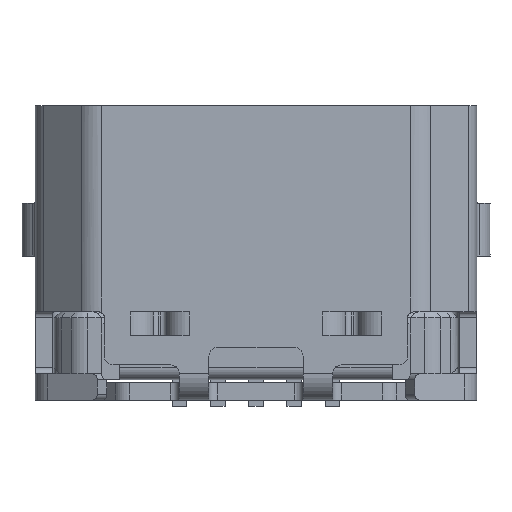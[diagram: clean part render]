
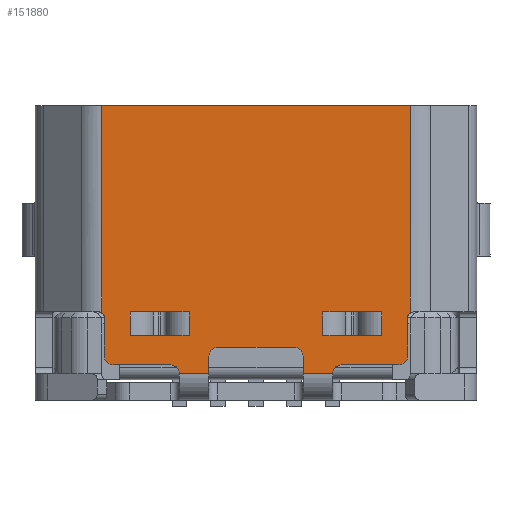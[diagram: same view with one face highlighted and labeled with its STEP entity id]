
A CAD part, front view. The second image highlights one B-rep face of the part: STEP entity #151880.
In plain terms, the highlighted face is planar.
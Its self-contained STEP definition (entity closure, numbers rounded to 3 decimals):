
#149450=CARTESIAN_POINT('',(-2.617,5.,1.235));
#149460=DIRECTION('',(0.,0.,-1.));
#149470=DIRECTION('',(1.,0.,0.));
#149480=AXIS2_PLACEMENT_3D('',#149450,#149460,#149470);
#149490=PLANE('',#149480);
#149500=CARTESIAN_POINT('',(-2.617,5.,1.235));
#149510=DIRECTION('',(1.,0.,0.));
#149520=VECTOR('',#149510,5.234);
#149530=LINE('',#149500,#149520);
#149540=CARTESIAN_POINT('',(-2.617,5.,1.235));
#149550=VERTEX_POINT('',#149540);
#149560=CARTESIAN_POINT('',(2.617,5.,1.235));
#149570=VERTEX_POINT('',#149560);
#149580=EDGE_CURVE('',#149550,#149570,#149530,.T.);
#149590=ORIENTED_EDGE('',*,*,#149580,.F.);
#149600=CARTESIAN_POINT('',(2.617,5.,1.235));
#149610=DIRECTION('',(0.,-1.,0.));
#149620=VECTOR('',#149610,3.518);
#149630=LINE('',#149600,#149620);
#149640=CARTESIAN_POINT('',(2.617,1.482,
1.235));
#149650=VERTEX_POINT('',#149640);
#149660=EDGE_CURVE('',#149570,#149650,#149630,.T.);
#149670=ORIENTED_EDGE('',*,*,#149660,.F.);
#149680=CARTESIAN_POINT('',(2.675,1.4,1.235));
#149690=DIRECTION('',(0.,0.,-1.));
#149700=DIRECTION('',(-1.,0.,0.));
#149710=AXIS2_PLACEMENT_3D('',#149680,#149690,#149700);
#149720=CIRCLE('',#149710,0.1);
#149730=CARTESIAN_POINT('',(2.575,1.4,1.235));
#149740=VERTEX_POINT('',#149730);
#149750=EDGE_CURVE('',#149740,#149650,#149720,.T.);
#149760=ORIENTED_EDGE('',*,*,#149750,.T.);
#149770=CARTESIAN_POINT('',(2.575,1.4,1.235));
#149780=DIRECTION('',(0.,-1.,0.));
#149790=VECTOR('',#149780,0.65);
#149800=LINE('',#149770,#149790);
#149810=CARTESIAN_POINT('',(2.575,0.75,1.235));
#149820=VERTEX_POINT('',#149810);
#149830=EDGE_CURVE('',#149740,#149820,#149800,.T.);
#149840=ORIENTED_EDGE('',*,*,#149830,.F.);
#149850=CARTESIAN_POINT('',(2.425,0.75,1.235));
#149860=DIRECTION('',(0.,0.,1.));
#149870=DIRECTION('',(0.,-1.,0.));
#149880=AXIS2_PLACEMENT_3D('',#149850,#149860,#149870);
#149890=CIRCLE('',#149880,0.15);
#149900=CARTESIAN_POINT('',(2.425,0.6,
1.235));
#149910=VERTEX_POINT('',#149900);
#149920=EDGE_CURVE('',#149910,#149820,#149890,.T.);
#149930=ORIENTED_EDGE('',*,*,#149920,.T.);
#149940=CARTESIAN_POINT('',(2.425,0.6,
1.235));
#149950=DIRECTION('',(-1.,0.,0.));
#149960=VECTOR('',#149950,0.975);
#149970=LINE('',#149940,#149960);
#149980=CARTESIAN_POINT('',(1.45,0.6,
1.235));
#149990=VERTEX_POINT('',#149980);
#150000=EDGE_CURVE('',#149910,#149990,#149970,.T.);
#150010=ORIENTED_EDGE('',*,*,#150000,.F.);
#150020=CARTESIAN_POINT('',(1.45,0.45,1.235));
#150030=DIRECTION('',(0.,0.,-1.));
#150040=DIRECTION('',(-1.,0.,0.));
#150050=AXIS2_PLACEMENT_3D('',#150020,#150030,#150040);
#150060=CIRCLE('',#150050,0.15);
#150070=CARTESIAN_POINT('',(1.3,0.45,1.235));
#150080=VERTEX_POINT('',#150070);
#150090=EDGE_CURVE('',#150080,#149990,#150060,.T.);
#150100=ORIENTED_EDGE('',*,*,#150090,.T.);
#150110=CARTESIAN_POINT('',(1.3,0.45,1.235));
#150120=DIRECTION('',(-1.,0.,0.));
#150130=VECTOR('',#150120,0.5);
#150140=LINE('',#150110,#150130);
#150150=CARTESIAN_POINT('',(0.8,0.45,1.235));
#150160=VERTEX_POINT('',#150150);
#150170=EDGE_CURVE('',#150080,#150160,#150140,.T.);
#150180=ORIENTED_EDGE('',*,*,#150170,.F.);
#150190=CARTESIAN_POINT('',(0.8,0.75,1.235));
#150200=DIRECTION('',(0.,-1.,0.));
#150210=VECTOR('',#150200,0.3);
#150220=LINE('',#150190,#150210);
#150230=CARTESIAN_POINT('',(0.8,0.75,1.235));
#150240=VERTEX_POINT('',#150230);
#150250=EDGE_CURVE('',#150240,#150160,#150220,.T.);
#150260=ORIENTED_EDGE('',*,*,#150250,.T.);
#150270=CARTESIAN_POINT('',(0.65,0.75,1.235));
#150280=DIRECTION('',(0.,0.,-1.));
#150290=DIRECTION('',(0.,1.,0.));
#150300=AXIS2_PLACEMENT_3D('',#150270,#150280,#150290);
#150310=CIRCLE('',#150300,0.15);
#150320=CARTESIAN_POINT('',(0.65,0.9,1.235));
#150330=VERTEX_POINT('',#150320);
#150340=EDGE_CURVE('',#150330,#150240,#150310,.T.);
#150350=ORIENTED_EDGE('',*,*,#150340,.T.);
#150360=CARTESIAN_POINT('',(0.65,0.9,1.235));
#150370=DIRECTION('',(-1.,0.,0.));
#150380=VECTOR('',#150370,1.3);
#150390=LINE('',#150360,#150380);
#150400=CARTESIAN_POINT('',(-0.65,0.9,1.235));
#150410=VERTEX_POINT('',#150400);
#150420=EDGE_CURVE('',#150330,#150410,#150390,.T.);
#150430=ORIENTED_EDGE('',*,*,#150420,.F.);
#150440=CARTESIAN_POINT('',(-0.65,0.75,1.235));
#150450=DIRECTION('',(0.,0.,-1.));
#150460=DIRECTION('',(-1.,0.,0.));
#150470=AXIS2_PLACEMENT_3D('',#150440,#150450,#150460);
#150480=CIRCLE('',#150470,0.15);
#150490=CARTESIAN_POINT('',(-0.8,0.75,1.235));
#150500=VERTEX_POINT('',#150490);
#150510=EDGE_CURVE('',#150500,#150410,#150480,.T.);
#150520=ORIENTED_EDGE('',*,*,#150510,.T.);
#150530=CARTESIAN_POINT('',(-0.8,0.75,1.235));
#150540=DIRECTION('',(0.,-1.,0.));
#150550=VECTOR('',#150540,0.3);
#150560=LINE('',#150530,#150550);
#150570=CARTESIAN_POINT('',(-0.8,0.45,1.235));
#150580=VERTEX_POINT('',#150570);
#150590=EDGE_CURVE('',#150500,#150580,#150560,.T.);
#150600=ORIENTED_EDGE('',*,*,#150590,.F.);
#150610=CARTESIAN_POINT('',(-0.8,0.45,1.235));
#150620=DIRECTION('',(-1.,0.,0.));
#150630=VECTOR('',#150620,0.5);
#150640=LINE('',#150610,#150630);
#150650=CARTESIAN_POINT('',(-1.3,0.45,1.235));
#150660=VERTEX_POINT('',#150650);
#150670=EDGE_CURVE('',#150580,#150660,#150640,.T.);
#150680=ORIENTED_EDGE('',*,*,#150670,.F.);
#150690=CARTESIAN_POINT('',(-1.45,0.45,1.235));
#150700=DIRECTION('',(0.,0.,-1.));
#150710=DIRECTION('',(0.,1.,0.));
#150720=AXIS2_PLACEMENT_3D('',#150690,#150700,#150710);
#150730=CIRCLE('',#150720,0.15);
#150740=CARTESIAN_POINT('',(-1.45,0.6,
1.235));
#150750=VERTEX_POINT('',#150740);
#150760=EDGE_CURVE('',#150750,#150660,#150730,.T.);
#150770=ORIENTED_EDGE('',*,*,#150760,.T.);
#150780=CARTESIAN_POINT('',(-1.45,0.6,
1.235));
#150790=DIRECTION('',(-1.,0.,0.));
#150800=VECTOR('',#150790,0.975);
#150810=LINE('',#150780,#150800);
#150820=CARTESIAN_POINT('',(-2.425,0.6,
1.235));
#150830=VERTEX_POINT('',#150820);
#150840=EDGE_CURVE('',#150750,#150830,#150810,.T.);
#150850=ORIENTED_EDGE('',*,*,#150840,.F.);
#150860=CARTESIAN_POINT('',(-2.425,0.75,1.235));
#150870=DIRECTION('',(0.,0.,1.));
#150880=DIRECTION('',(-1.,0.,0.));
#150890=AXIS2_PLACEMENT_3D('',#150860,#150870,#150880);
#150900=CIRCLE('',#150890,0.15);
#150910=CARTESIAN_POINT('',(-2.575,0.75,1.235));
#150920=VERTEX_POINT('',#150910);
#150930=EDGE_CURVE('',#150920,#150830,#150900,.T.);
#150940=ORIENTED_EDGE('',*,*,#150930,.T.);
#150950=CARTESIAN_POINT('',(-2.575,0.75,1.235));
#150960=DIRECTION('',(0.,1.,0.));
#150970=VECTOR('',#150960,0.65);
#150980=LINE('',#150950,#150970);
#150990=CARTESIAN_POINT('',(-2.575,1.4,1.235));
#151000=VERTEX_POINT('',#150990);
#151010=EDGE_CURVE('',#150920,#151000,#150980,.T.);
#151020=ORIENTED_EDGE('',*,*,#151010,.F.);
#151030=CARTESIAN_POINT('',(-2.675,1.4,1.235));
#151040=DIRECTION('',(0.,0.,-1.));
#151050=DIRECTION('',(0.578,0.816,0.));
#151060=AXIS2_PLACEMENT_3D('',#151030,#151040,#151050);
#151070=CIRCLE('',#151060,0.1);
#151080=CARTESIAN_POINT('',(-2.617,1.482,
1.235));
#151090=VERTEX_POINT('',#151080);
#151100=EDGE_CURVE('',#151090,#151000,#151070,.T.);
#151110=ORIENTED_EDGE('',*,*,#151100,.T.);
#151120=CARTESIAN_POINT('',(-2.617,1.482,
1.235));
#151130=DIRECTION('',(0.,1.,0.));
#151140=VECTOR('',#151130,3.518);
#151150=LINE('',#151120,#151140);
#151160=EDGE_CURVE('',#151090,#149550,#151150,.T.);
#151170=ORIENTED_EDGE('',*,*,#151160,.F.);
#151180=EDGE_LOOP('',(#151170,#151110,#151020,#150940,#150850,#150770,
#150680,#150600,#150520,#150430,#150350,#150260,#150180,#150100,#150010,
#149930,#149840,#149760,#149670,#149590));
#151190=FACE_OUTER_BOUND('',#151180,.T.);
#151200=CARTESIAN_POINT('',(-1.137,1.1,1.235));
#151210=DIRECTION('',(-1.,0.,0.));
#151220=VECTOR('',#151210,0.996);
#151230=LINE('',#151200,#151220);
#151240=CARTESIAN_POINT('',(-1.137,1.1,1.235));
#151250=VERTEX_POINT('',#151240);
#151260=CARTESIAN_POINT('',(-2.133,1.1,1.235));
#151270=VERTEX_POINT('',#151260);
#151280=EDGE_CURVE('',#151250,#151270,#151230,.T.);
#151290=ORIENTED_EDGE('',*,*,#151280,.T.);
#151300=CARTESIAN_POINT('',(-1.137,1.1,1.235));
#151310=DIRECTION('',(0.,1.,0.));
#151320=VECTOR('',#151310,0.4);
#151330=LINE('',#151300,#151320);
#151340=CARTESIAN_POINT('',(-1.137,1.5,1.235));
#151350=VERTEX_POINT('',#151340);
#151360=EDGE_CURVE('',#151250,#151350,#151330,.T.);
#151370=ORIENTED_EDGE('',*,*,#151360,.F.);
#151380=CARTESIAN_POINT('',(-2.133,1.5,1.235));
#151390=DIRECTION('',(1.,0.,0.));
#151400=VECTOR('',#151390,0.996);
#151410=LINE('',#151380,#151400);
#151420=CARTESIAN_POINT('',(-2.133,1.5,1.235));
#151430=VERTEX_POINT('',#151420);
#151440=EDGE_CURVE('',#151430,#151350,#151410,.T.);
#151450=ORIENTED_EDGE('',*,*,#151440,.T.);
#151460=CARTESIAN_POINT('',(-2.133,-6.518,1.235));
#151470=DIRECTION('',(0.,1.,0.));
#151480=VECTOR('',#151470,1.);
#151490=LINE('',#151460,#151480);
#151500=EDGE_CURVE('',#151270,#151430,#151490,.T.);
#151510=ORIENTED_EDGE('',*,*,#151500,.T.);
#151520=EDGE_LOOP('',(#151510,#151450,#151370,#151290));
#151530=FACE_BOUND('',#151520,.T.);
#151540=CARTESIAN_POINT('',(2.133,1.1,1.235));
#151550=DIRECTION('',(-1.,0.,0.));
#151560=VECTOR('',#151550,0.996);
#151570=LINE('',#151540,#151560);
#151580=CARTESIAN_POINT('',(2.133,1.1,1.235));
#151590=VERTEX_POINT('',#151580);
#151600=CARTESIAN_POINT('',(1.137,1.1,1.235));
#151610=VERTEX_POINT('',#151600);
#151620=EDGE_CURVE('',#151590,#151610,#151570,.T.);
#151630=ORIENTED_EDGE('',*,*,#151620,.T.);
#151640=CARTESIAN_POINT('',(2.133,11.518,1.235));
#151650=DIRECTION('',(0.,-1.,0.));
#151660=VECTOR('',#151650,1.);
#151670=LINE('',#151640,#151660);
#151680=CARTESIAN_POINT('',(2.133,1.5,1.235));
#151690=VERTEX_POINT('',#151680);
#151700=EDGE_CURVE('',#151690,#151590,#151670,.T.);
#151710=ORIENTED_EDGE('',*,*,#151700,.T.);
#151720=CARTESIAN_POINT('',(1.137,1.5,1.235));
#151730=DIRECTION('',(1.,0.,0.));
#151740=VECTOR('',#151730,0.996);
#151750=LINE('',#151720,#151740);
#151760=CARTESIAN_POINT('',(1.137,1.5,1.235));
#151770=VERTEX_POINT('',#151760);
#151780=EDGE_CURVE('',#151770,#151690,#151750,.T.);
#151790=ORIENTED_EDGE('',*,*,#151780,.T.);
#151800=CARTESIAN_POINT('',(1.137,1.5,1.235));
#151810=DIRECTION('',(0.,-1.,0.));
#151820=VECTOR('',#151810,0.4);
#151830=LINE('',#151800,#151820);
#151840=EDGE_CURVE('',#151770,#151610,#151830,.T.);
#151850=ORIENTED_EDGE('',*,*,#151840,.F.);
#151860=EDGE_LOOP('',(#151850,#151790,#151710,#151630));
#151870=FACE_BOUND('',#151860,.T.);
#151880=ADVANCED_FACE('',(#151190,#151530,#151870),#149490,.F.);
